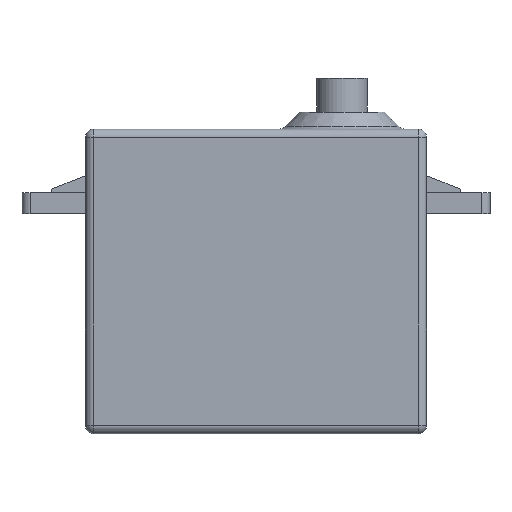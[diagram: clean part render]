
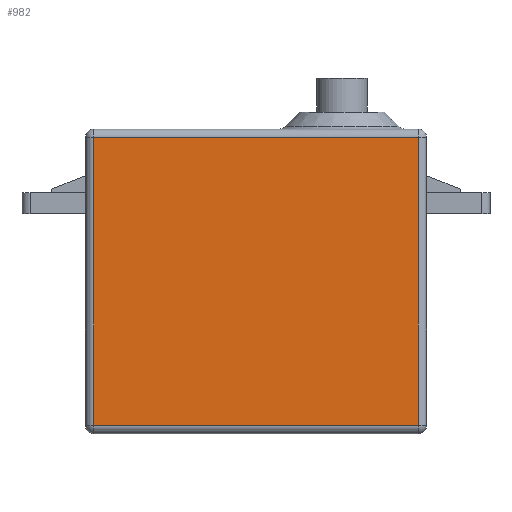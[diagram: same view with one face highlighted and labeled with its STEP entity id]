
A CAD part, front view. The second image highlights one B-rep face of the part: STEP entity #982.
In plain terms, the highlighted planar face has unit normal (0, -1, 0).
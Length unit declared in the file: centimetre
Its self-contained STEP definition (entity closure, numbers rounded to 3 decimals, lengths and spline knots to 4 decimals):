
#125=PLANE('',#1084);
#178=VECTOR('',#1220,1.);
#185=VECTOR('',#1255,1.);
#186=VECTOR('',#1258,1.);
#200=VECTOR('',#1312,1.);
#256=LINE('',#1494,#178);
#263=LINE('',#1523,#185);
#264=LINE('',#1525,#186);
#278=LINE('',#1566,#200);
#343=VERTEX_POINT('',#1482);
#346=VERTEX_POINT('',#1489);
#349=VERTEX_POINT('',#1500);
#355=VERTEX_POINT('',#1518);
#483=EDGE_CURVE('',#346,#343,#256,.T.);
#499=EDGE_CURVE('',#349,#355,#263,.T.);
#500=EDGE_CURVE('',#355,#346,#264,.T.);
#523=EDGE_CURVE('',#343,#349,#278,.T.);
#720=ORIENTED_EDGE('',*,*,#499,.F.);
#721=ORIENTED_EDGE('',*,*,#523,.F.);
#722=ORIENTED_EDGE('',*,*,#483,.F.);
#723=ORIENTED_EDGE('',*,*,#500,.F.);
#841=EDGE_LOOP('',(#720,#721,#722,#723));
#917=FACE_BOUND('',#841,.T.);
#982=ADVANCED_FACE('',(#917),#125,.T.);
#1084=AXIS2_PLACEMENT_3D('',#1580,#1322,$);
#1220=DIRECTION('',(0.,0.,-1.));
#1255=DIRECTION('',(0.,0.,1.));
#1258=DIRECTION('',(1.,0.,0.));
#1312=DIRECTION('',(-1.,0.,0.));
#1322=DIRECTION('',(0.,-1.,0.));
#1482=CARTESIAN_POINT('',(3.93,-1.98,0.1));
#1489=CARTESIAN_POINT('',(3.93,-1.98,3.5));
#1494=CARTESIAN_POINT('',(3.93,-1.98,0.));
#1500=CARTESIAN_POINT('',(0.1,-1.98,0.1));
#1518=CARTESIAN_POINT('',(0.1,-1.98,3.5));
#1523=CARTESIAN_POINT('',(0.1,-1.98,0.));
#1525=CARTESIAN_POINT('',(2.015,-1.98,3.5));
#1566=CARTESIAN_POINT('',(2.015,-1.98,0.1));
#1580=CARTESIAN_POINT('',(2.015,-1.98,0.));
